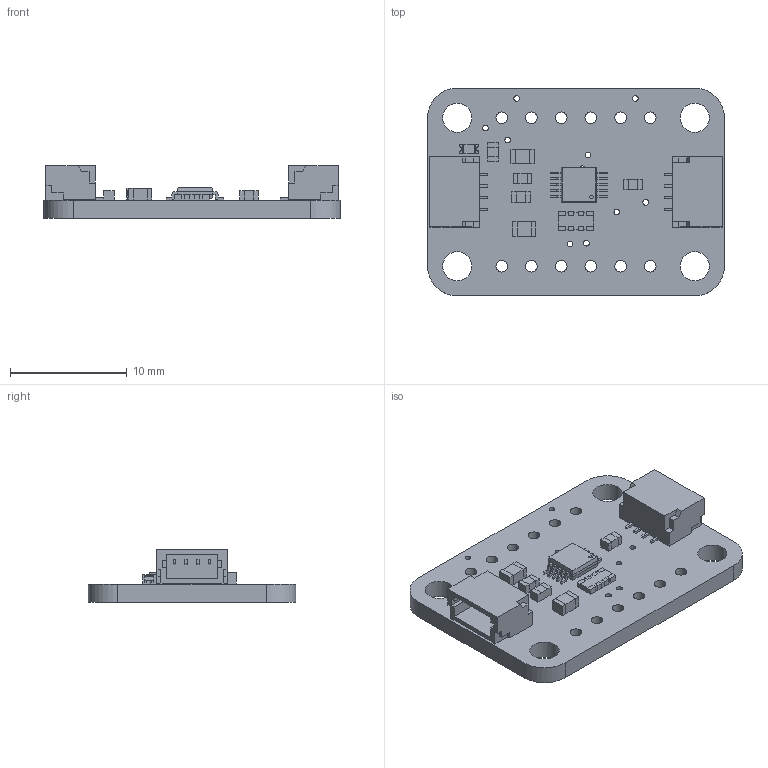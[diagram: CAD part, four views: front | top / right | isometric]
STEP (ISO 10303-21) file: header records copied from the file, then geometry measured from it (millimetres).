
FILE_DESCRIPTION(/* description */ (''),/* implementation_level */ '2;1');
FILE_NAME(/* name */ 'PCB Component.step',/* time_stamp */ '2025-10-13T12:19:02-04:00',/* author */ (''),/* organization */ (''),/* preprocessor_version */ 'ST-DEVELOPER v20.1',/* originating_system */ 'Autodesk Translation Framework v14.17.0.0',/* authorisation */ '');
FILE_SCHEMA (('AUTOMOTIVE_DESIGN { 1 0 10303 214 3 1 1 }'));
Length unit declared in the file: millimetre
Products named in the file (8): PCB Component; Board; ADS1015IDGST; 10uF; 10K; STEMMA_I2C_QT; GREEN; 10K_1
Assembly tree (12 placements, depth 2):
  PCB Component
    Board
    ADS1015IDGST
    10uF  x2
    10K  x4
    STEMMA_I2C_QT  x2
    GREEN
    10K_1
Bounding box: 25.4 x 17.78 x 4.53 mm (x, y, z)
Volume: 759.4 mm3; surface area: 1550.3 mm2
Topology: 27 solids, 27 shells, 570 faces, 1503 edges, 998 vertices
Faces by surface type: plane 502, cylinder 64, bspline 4
Full cylindrical faces by diameter (mm): 0.3 x2, 0.483 x18, 1 x12, 2.5 x4
Entity records: 13670 total; most frequent: CARTESIAN_POINT 2368, ORIENTED_EDGE 2230, DIRECTION 2133, EDGE_CURVE 1115, LINE 979, VECTOR 979, VERTEX_POINT 740, AXIS2_PLACEMENT_3D 577
